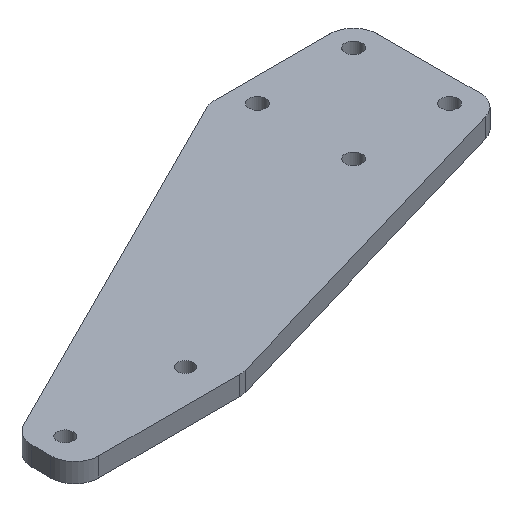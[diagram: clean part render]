
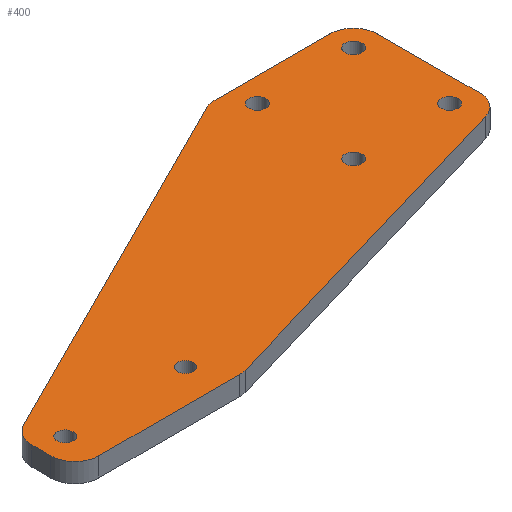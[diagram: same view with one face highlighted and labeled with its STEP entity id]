
A CAD part, isometric view. The second image highlights one B-rep face of the part: STEP entity #400.
In plain terms, the highlighted planar face has unit normal (0, 0, 1).
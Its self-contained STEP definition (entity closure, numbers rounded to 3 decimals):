
#21=FACE_BOUND('',#81,.T.);
#22=FACE_BOUND('',#82,.T.);
#23=FACE_BOUND('',#83,.T.);
#24=FACE_BOUND('',#84,.T.);
#25=FACE_BOUND('',#85,.T.);
#26=FACE_BOUND('',#86,.T.);
#34=PLANE('',#458);
#54=FACE_OUTER_BOUND('',#80,.T.);
#80=EDGE_LOOP('',(#351,#352,#353,#354,#355,#356,#357,#358,#359,#360,#361,
#362));
#81=EDGE_LOOP('',(#363));
#82=EDGE_LOOP('',(#364));
#83=EDGE_LOOP('',(#365));
#84=EDGE_LOOP('',(#366));
#85=EDGE_LOOP('',(#367));
#86=EDGE_LOOP('',(#368));
#91=LINE('',#594,#121);
#99=LINE('',#634,#129);
#103=LINE('',#644,#133);
#111=LINE('',#675,#141);
#114=LINE('',#682,#144);
#115=LINE('',#685,#145);
#121=VECTOR('',#473,10.);
#129=VECTOR('',#511,10.);
#133=VECTOR('',#521,10.);
#141=VECTOR('',#559,10.);
#144=VECTOR('',#568,10.);
#145=VECTOR('',#571,10.);
#147=CIRCLE('',#416,5.);
#160=CIRCLE('',#432,5.);
#161=CIRCLE('',#435,5.);
#162=CIRCLE('',#438,5.);
#163=CIRCLE('',#440,1.65);
#164=CIRCLE('',#442,1.65);
#165=CIRCLE('',#444,1.75);
#166=CIRCLE('',#446,1.75);
#167=CIRCLE('',#448,1.75);
#168=CIRCLE('',#450,1.75);
#169=CIRCLE('',#453,5.);
#170=CIRCLE('',#457,5.);
#171=VERTEX_POINT('',#581);
#172=VERTEX_POINT('',#582);
#176=VERTEX_POINT('',#592);
#192=VERTEX_POINT('',#628);
#193=VERTEX_POINT('',#632);
#194=VERTEX_POINT('',#636);
#195=VERTEX_POINT('',#637);
#196=VERTEX_POINT('',#642);
#197=VERTEX_POINT('',#646);
#198=VERTEX_POINT('',#650);
#199=VERTEX_POINT('',#654);
#200=VERTEX_POINT('',#658);
#201=VERTEX_POINT('',#662);
#202=VERTEX_POINT('',#666);
#203=VERTEX_POINT('',#670);
#204=VERTEX_POINT('',#674);
#205=VERTEX_POINT('',#678);
#206=VERTEX_POINT('',#684);
#207=EDGE_CURVE('',#171,#172,#147,.T.);
#213=EDGE_CURVE('',#171,#176,#91,.T.);
#230=EDGE_CURVE('',#192,#176,#160,.T.);
#233=EDGE_CURVE('',#192,#193,#99,.T.);
#234=EDGE_CURVE('',#194,#195,#161,.T.);
#238=EDGE_CURVE('',#194,#196,#103,.T.);
#239=EDGE_CURVE('',#197,#196,#162,.T.);
#241=EDGE_CURVE('',#198,#198,#163,.T.);
#243=EDGE_CURVE('',#199,#199,#164,.T.);
#245=EDGE_CURVE('',#200,#200,#165,.T.);
#247=EDGE_CURVE('',#201,#201,#166,.T.);
#249=EDGE_CURVE('',#202,#202,#167,.T.);
#251=EDGE_CURVE('',#203,#203,#168,.T.);
#253=EDGE_CURVE('',#204,#172,#111,.T.);
#255=EDGE_CURVE('',#205,#204,#169,.T.);
#257=EDGE_CURVE('',#197,#205,#114,.T.);
#258=EDGE_CURVE('',#206,#195,#115,.T.);
#260=EDGE_CURVE('',#193,#206,#170,.T.);
#351=ORIENTED_EDGE('',*,*,#207,.F.);
#352=ORIENTED_EDGE('',*,*,#213,.T.);
#353=ORIENTED_EDGE('',*,*,#230,.F.);
#354=ORIENTED_EDGE('',*,*,#233,.T.);
#355=ORIENTED_EDGE('',*,*,#260,.T.);
#356=ORIENTED_EDGE('',*,*,#258,.T.);
#357=ORIENTED_EDGE('',*,*,#234,.F.);
#358=ORIENTED_EDGE('',*,*,#238,.T.);
#359=ORIENTED_EDGE('',*,*,#239,.F.);
#360=ORIENTED_EDGE('',*,*,#257,.T.);
#361=ORIENTED_EDGE('',*,*,#255,.T.);
#362=ORIENTED_EDGE('',*,*,#253,.T.);
#363=ORIENTED_EDGE('',*,*,#251,.T.);
#364=ORIENTED_EDGE('',*,*,#249,.T.);
#365=ORIENTED_EDGE('',*,*,#247,.T.);
#366=ORIENTED_EDGE('',*,*,#245,.T.);
#367=ORIENTED_EDGE('',*,*,#243,.T.);
#368=ORIENTED_EDGE('',*,*,#241,.T.);
#400=ADVANCED_FACE('',(#54,#21,#22,#23,#24,#25,#26),#34,.T.);
#416=AXIS2_PLACEMENT_3D('',#583,#463,#464);
#432=AXIS2_PLACEMENT_3D('',#629,#505,#506);
#435=AXIS2_PLACEMENT_3D('',#638,#514,#515);
#438=AXIS2_PLACEMENT_3D('',#647,#524,#525);
#440=AXIS2_PLACEMENT_3D('',#651,#529,#530);
#442=AXIS2_PLACEMENT_3D('',#655,#534,#535);
#444=AXIS2_PLACEMENT_3D('',#659,#539,#540);
#446=AXIS2_PLACEMENT_3D('',#663,#544,#545);
#448=AXIS2_PLACEMENT_3D('',#667,#549,#550);
#450=AXIS2_PLACEMENT_3D('',#671,#554,#555);
#453=AXIS2_PLACEMENT_3D('',#679,#563,#564);
#457=AXIS2_PLACEMENT_3D('',#688,#575,#576);
#458=AXIS2_PLACEMENT_3D('',#689,#577,#578);
#463=DIRECTION('center_axis',(0.,0.,-1.));
#464=DIRECTION('ref_axis',(0.142,-0.99,0.));
#473=DIRECTION('',(0.96,0.281,0.));
#505=DIRECTION('center_axis',(0.,0.,-1.));
#506=DIRECTION('ref_axis',(0.8,-0.6,0.));
#511=DIRECTION('',(0.,1.,0.));
#514=DIRECTION('center_axis',(0.,0.,-1.));
#515=DIRECTION('ref_axis',(-0.23,0.973,0.));
#521=DIRECTION('',(-0.894,-0.447,0.));
#524=DIRECTION('center_axis',(0.,0.,-1.));
#525=DIRECTION('ref_axis',(-0.851,0.526,0.));
#529=DIRECTION('center_axis',(0.,0.,-1.));
#530=DIRECTION('ref_axis',(1.,0.,0.));
#534=DIRECTION('center_axis',(0.,0.,-1.));
#535=DIRECTION('ref_axis',(1.,0.,0.));
#539=DIRECTION('center_axis',(0.,0.,-1.));
#540=DIRECTION('ref_axis',(1.,0.,0.));
#544=DIRECTION('center_axis',(0.,0.,-1.));
#545=DIRECTION('ref_axis',(1.,0.,0.));
#549=DIRECTION('center_axis',(0.,0.,-1.));
#550=DIRECTION('ref_axis',(1.,0.,0.));
#554=DIRECTION('center_axis',(0.,0.,-1.));
#555=DIRECTION('ref_axis',(1.,0.,0.));
#559=DIRECTION('',(1.,0.,0.));
#563=DIRECTION('center_axis',(0.,0.,1.));
#564=DIRECTION('ref_axis',(-1.,0.,0.));
#568=DIRECTION('',(0.,-1.,0.));
#571=DIRECTION('',(-1.,0.,0.));
#575=DIRECTION('center_axis',(0.,0.,1.));
#576=DIRECTION('ref_axis',(1.,0.,0.));
#577=DIRECTION('center_axis',(0.,0.,1.));
#578=DIRECTION('ref_axis',(1.,0.,0.));
#581=CARTESIAN_POINT('',(-49.312,-26.799,4.));
#582=CARTESIAN_POINT('',(-50.716,-27.,4.));
#583=CARTESIAN_POINT('Origin',(-50.716,-22.,4.));
#592=CARTESIAN_POINT('',(21.404,-6.112,4.));
#594=CARTESIAN_POINT('',(25.,-5.06,4.));
#628=CARTESIAN_POINT('',(25.,-1.313,4.));
#629=CARTESIAN_POINT('Origin',(20.,-1.313,4.));
#632=CARTESIAN_POINT('',(25.,20.,4.));
#634=CARTESIAN_POINT('',(25.,20.,4.));
#636=CARTESIAN_POINT('',(-6.056,24.472,4.));
#637=CARTESIAN_POINT('',(-3.82,25.,4.));
#638=CARTESIAN_POINT('Origin',(-3.82,20.,4.));
#642=CARTESIAN_POINT('',(-82.236,-13.618,4.));
#644=CARTESIAN_POINT('',(-85.,-15.,4.));
#646=CARTESIAN_POINT('',(-85.,-18.09,4.));
#647=CARTESIAN_POINT('Origin',(-80.,-18.09,4.));
#650=CARTESIAN_POINT('',(-56.65,-20.,4.));
#651=CARTESIAN_POINT('Origin',(-55.,-20.,4.));
#654=CARTESIAN_POINT('',(-81.65,-20.,4.));
#655=CARTESIAN_POINT('Origin',(-80.,-20.,4.));
#658=CARTESIAN_POINT('',(18.25,0.,4.));
#659=CARTESIAN_POINT('Origin',(20.,0.,4.));
#662=CARTESIAN_POINT('',(18.25,20.,4.));
#663=CARTESIAN_POINT('Origin',(20.,20.,4.));
#666=CARTESIAN_POINT('',(-1.75,0.,4.));
#667=CARTESIAN_POINT('Origin',(0.,0.,4.));
#670=CARTESIAN_POINT('',(-1.75,20.,4.));
#671=CARTESIAN_POINT('Origin',(0.,20.,4.));
#674=CARTESIAN_POINT('',(-80.,-27.,4.));
#675=CARTESIAN_POINT('',(-50.,-27.,4.));
#678=CARTESIAN_POINT('',(-85.,-22.,4.));
#679=CARTESIAN_POINT('Origin',(-80.,-22.,4.));
#682=CARTESIAN_POINT('',(-85.,-22.,4.));
#684=CARTESIAN_POINT('',(20.,25.,4.));
#685=CARTESIAN_POINT('',(-5.,25.,4.));
#688=CARTESIAN_POINT('Origin',(20.,20.,4.));
#689=CARTESIAN_POINT('Origin',(-30.,-1.,4.));
